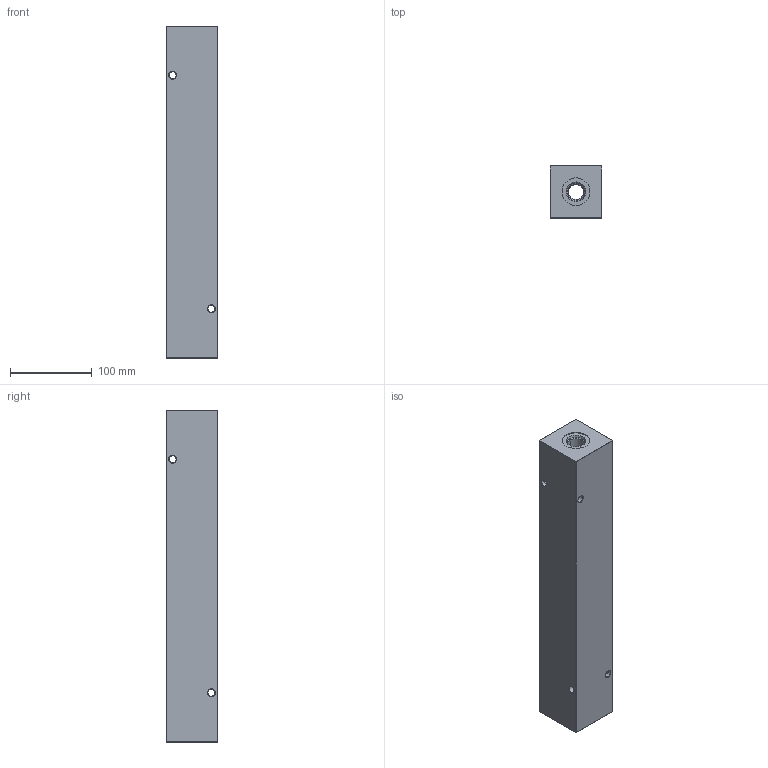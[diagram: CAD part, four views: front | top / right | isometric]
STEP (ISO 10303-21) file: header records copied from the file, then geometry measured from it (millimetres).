
FILE_DESCRIPTION (( 'STEP AP203' ), '1' );
FILE_NAME ('HM-7-90-S-10-6.STEP', '2020-11-09T22:12:06', ( '' ), ( '' ), 'SwSTEP 2.0', 'SolidWorks 2019', '' );
FILE_SCHEMA (( 'CONFIG_CONTROL_DESIGN' ));
Length unit declared in the file: inch
Products named in the file (1): HM-7-90-S-10-6
Bounding box: 63.5 x 63.5 x 406.4 mm (x, y, z)
Volume: 1459696.8 mm3; surface area: 150576.2 mm2
Topology: 1 solids, 1 shells, 664 faces, 1663 edges, 1052 vertices
Faces by surface type: plane 247, bspline 195, cone 112, cylinder 110
Entity records: 30300 total; most frequent: CARTESIAN_POINT 15581, ORIENTED_EDGE 3326, DIRECTION 2421, EDGE_CURVE 1663, VERTEX_POINT 1052, VECTOR 949, LINE 949, EDGE_LOOP 757
